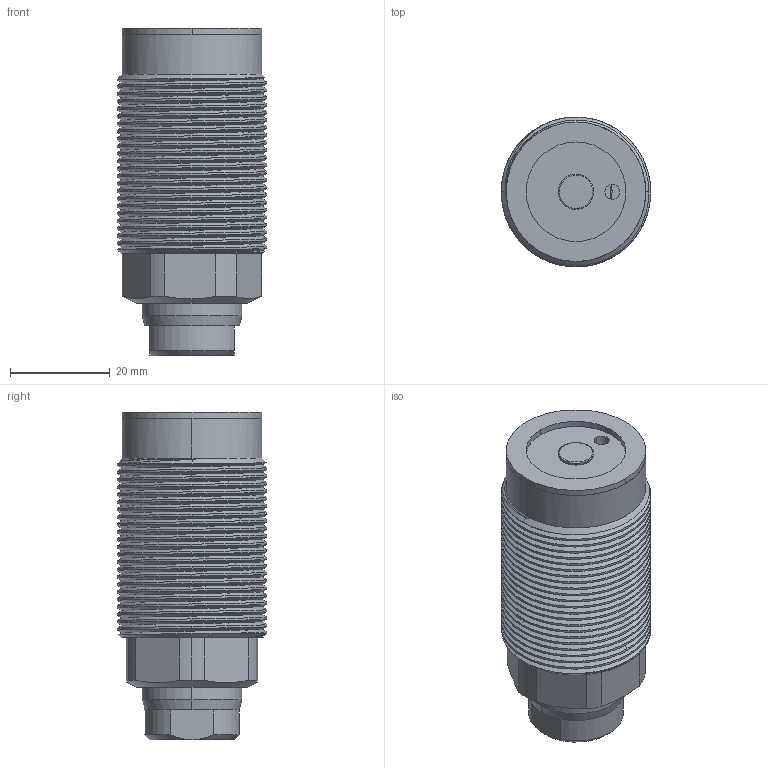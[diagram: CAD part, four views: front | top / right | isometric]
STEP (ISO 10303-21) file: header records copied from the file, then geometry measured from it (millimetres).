
FILE_DESCRIPTION (( 'STEP AP203' ), '1' );
FILE_NAME ('ctc-20b_asm.STEP', '2018-08-14T01:20:35', ( '' ), ( '' ), 'SwSTEP 2.0', 'SolidWorks 2015', '' );
FILE_SCHEMA (( 'CONFIG_CONTROL_DESIGN' ));
Length unit declared in the file: millimetre
Products named in the file (6): CTC-20MD; CTC-20BHSG; ctc-20b_asm; CTC-20BT; CTC-20HG; CTC-20DP
Assembly tree (5 placements, depth 2):
  ctc-20b_asm
    CTC-20BT
    CTC-20BHSG
    CTC-20HG
    CTC-20MD
    CTC-20DP
Bounding box: 30 x 30 x 65.75 mm (x, y, z)
Volume: 32245.1 mm3; surface area: 21458.4 mm2
Topology: 5 solids, 5 shells, 180 faces, 564 edges, 402 vertices
Faces by surface type: cylinder 105, plane 35, bspline 24, cone 16
Entity records: 15408 total; most frequent: CARTESIAN_POINT 10263, ORIENTED_EDGE 1120, DIRECTION 711, EDGE_CURVE 560, VERTEX_POINT 401, B_SPLINE_CURVE_WITH_KNOTS 290, AXIS2_PLACEMENT_3D 284, EDGE_LOOP 197
